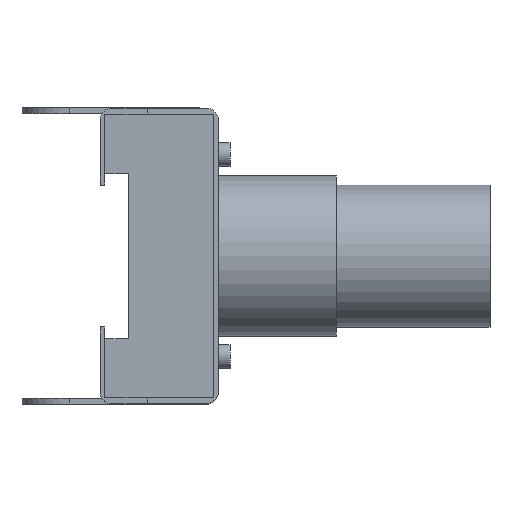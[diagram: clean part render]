
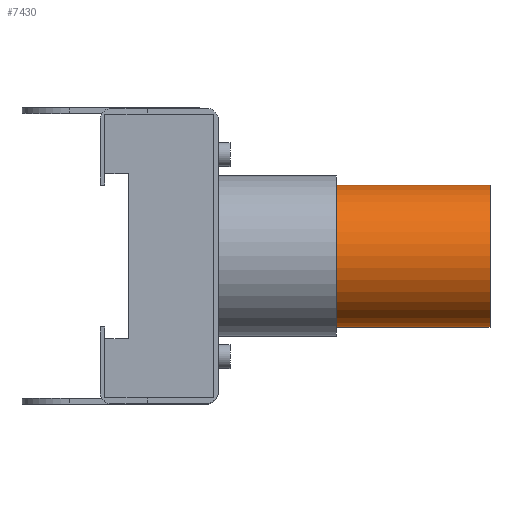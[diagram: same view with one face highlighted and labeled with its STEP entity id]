
A CAD part, top view. The second image highlights one B-rep face of the part: STEP entity #7430.
In plain terms, the highlighted cylindrical face has radius 3 mm (diameter 6 mm), a full revolution.
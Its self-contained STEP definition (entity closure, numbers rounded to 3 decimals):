
#6035 = PLANE('',#6036);
#6036 = AXIS2_PLACEMENT_3D('',#6037,#6038,#6039);
#6037 = CARTESIAN_POINT('',(11.,0.,10.));
#6038 = DIRECTION('',(1.,0.,0.));
#6039 = DIRECTION('',(0.,0.,-1.));
#7294 = EDGE_CURVE('',#7295,#7295,#7297,.T.);
#7295 = VERTEX_POINT('',#7296);
#7296 = CARTESIAN_POINT('',(11.,0.,7.));
#7297 = SURFACE_CURVE('',#7298,(#7303,#7310),.PCURVE_S1.);
#7298 = CIRCLE('',#7299,3.);
#7299 = AXIS2_PLACEMENT_3D('',#7300,#7301,#7302);
#7300 = CARTESIAN_POINT('',(11.,0.,10.));
#7301 = DIRECTION('',(1.,-0.,0.));
#7302 = DIRECTION('',(0.,0.,-1.));
#7303 = PCURVE('',#6035,#7304);
#7304 = DEFINITIONAL_REPRESENTATION('',(#7305),#7309);
#7305 = CIRCLE('',#7306,3.);
#7306 = AXIS2_PLACEMENT_2D('',#7307,#7308);
#7307 = CARTESIAN_POINT('',(0.,0.));
#7308 = DIRECTION('',(1.,0.));
#7309 = ( GEOMETRIC_REPRESENTATION_CONTEXT(2) 
PARAMETRIC_REPRESENTATION_CONTEXT() REPRESENTATION_CONTEXT('2D SPACE',''
  ) );
#7310 = PCURVE('',#7311,#7316);
#7311 = CYLINDRICAL_SURFACE('',#7312,3.);
#7312 = AXIS2_PLACEMENT_3D('',#7313,#7314,#7315);
#7313 = CARTESIAN_POINT('',(6.,0.,10.));
#7314 = DIRECTION('',(1.,0.,0.));
#7315 = DIRECTION('',(0.,0.,-1.));
#7316 = DEFINITIONAL_REPRESENTATION('',(#7317),#7321);
#7317 = LINE('',#7318,#7319);
#7318 = CARTESIAN_POINT('',(0.,5.));
#7319 = VECTOR('',#7320,1.);
#7320 = DIRECTION('',(1.,0.));
#7321 = ( GEOMETRIC_REPRESENTATION_CONTEXT(2) 
PARAMETRIC_REPRESENTATION_CONTEXT() REPRESENTATION_CONTEXT('2D SPACE',''
  ) );
#7430 = ADVANCED_FACE('',(#7431),#7311,.T.);
#7431 = FACE_BOUND('',#7432,.T.);
#7432 = EDGE_LOOP('',(#7433,#7456,#7483,#7484));
#7433 = ORIENTED_EDGE('',*,*,#7434,.T.);
#7434 = EDGE_CURVE('',#7295,#7435,#7437,.T.);
#7435 = VERTEX_POINT('',#7436);
#7436 = CARTESIAN_POINT('',(17.5,0.,7.));
#7437 = SEAM_CURVE('',#7438,(#7442,#7449),.PCURVE_S1.);
#7438 = LINE('',#7439,#7440);
#7439 = CARTESIAN_POINT('',(6.,0.,7.));
#7440 = VECTOR('',#7441,1.);
#7441 = DIRECTION('',(1.,0.,0.));
#7442 = PCURVE('',#7311,#7443);
#7443 = DEFINITIONAL_REPRESENTATION('',(#7444),#7448);
#7444 = LINE('',#7445,#7446);
#7445 = CARTESIAN_POINT('',(6.283,-0.));
#7446 = VECTOR('',#7447,1.);
#7447 = DIRECTION('',(0.,1.));
#7448 = ( GEOMETRIC_REPRESENTATION_CONTEXT(2) 
PARAMETRIC_REPRESENTATION_CONTEXT() REPRESENTATION_CONTEXT('2D SPACE',''
  ) );
#7449 = PCURVE('',#7311,#7450);
#7450 = DEFINITIONAL_REPRESENTATION('',(#7451),#7455);
#7451 = LINE('',#7452,#7453);
#7452 = CARTESIAN_POINT('',(0.,-0.));
#7453 = VECTOR('',#7454,1.);
#7454 = DIRECTION('',(0.,1.));
#7455 = ( GEOMETRIC_REPRESENTATION_CONTEXT(2) 
PARAMETRIC_REPRESENTATION_CONTEXT() REPRESENTATION_CONTEXT('2D SPACE',''
  ) );
#7456 = ORIENTED_EDGE('',*,*,#7457,.F.);
#7457 = EDGE_CURVE('',#7435,#7435,#7458,.T.);
#7458 = SURFACE_CURVE('',#7459,(#7464,#7471),.PCURVE_S1.);
#7459 = CIRCLE('',#7460,3.);
#7460 = AXIS2_PLACEMENT_3D('',#7461,#7462,#7463);
#7461 = CARTESIAN_POINT('',(17.5,0.,10.));
#7462 = DIRECTION('',(1.,-0.,0.));
#7463 = DIRECTION('',(0.,0.,-1.));
#7464 = PCURVE('',#7311,#7465);
#7465 = DEFINITIONAL_REPRESENTATION('',(#7466),#7470);
#7466 = LINE('',#7467,#7468);
#7467 = CARTESIAN_POINT('',(0.,11.5));
#7468 = VECTOR('',#7469,1.);
#7469 = DIRECTION('',(1.,0.));
#7470 = ( GEOMETRIC_REPRESENTATION_CONTEXT(2) 
PARAMETRIC_REPRESENTATION_CONTEXT() REPRESENTATION_CONTEXT('2D SPACE',''
  ) );
#7471 = PCURVE('',#7472,#7477);
#7472 = PLANE('',#7473);
#7473 = AXIS2_PLACEMENT_3D('',#7474,#7475,#7476);
#7474 = CARTESIAN_POINT('',(17.5,0.,10.));
#7475 = DIRECTION('',(1.,0.,0.));
#7476 = DIRECTION('',(0.,0.,-1.));
#7477 = DEFINITIONAL_REPRESENTATION('',(#7478),#7482);
#7478 = CIRCLE('',#7479,3.);
#7479 = AXIS2_PLACEMENT_2D('',#7480,#7481);
#7480 = CARTESIAN_POINT('',(0.,0.));
#7481 = DIRECTION('',(1.,0.));
#7482 = ( GEOMETRIC_REPRESENTATION_CONTEXT(2) 
PARAMETRIC_REPRESENTATION_CONTEXT() REPRESENTATION_CONTEXT('2D SPACE',''
  ) );
#7483 = ORIENTED_EDGE('',*,*,#7434,.F.);
#7484 = ORIENTED_EDGE('',*,*,#7294,.T.);
